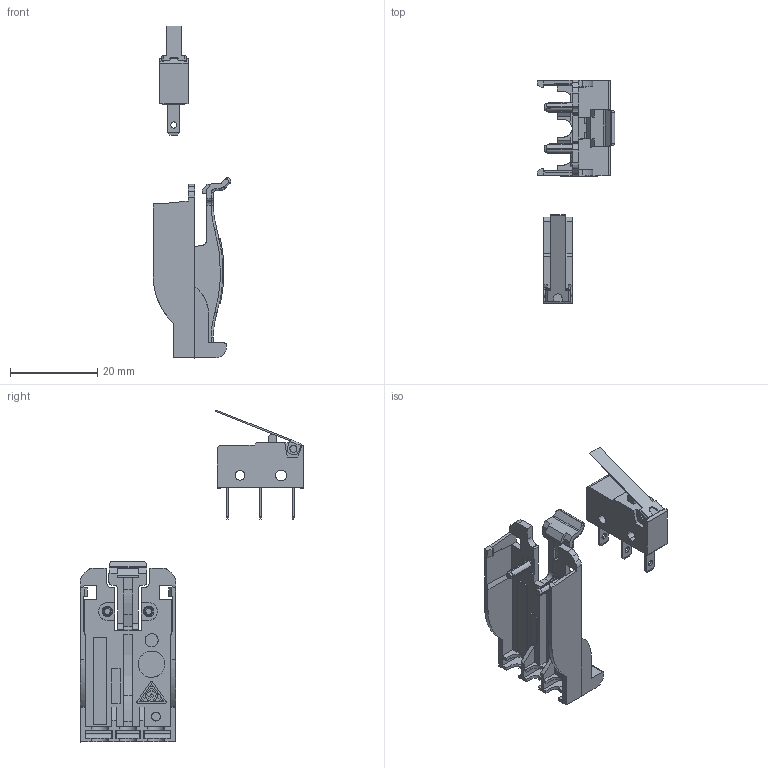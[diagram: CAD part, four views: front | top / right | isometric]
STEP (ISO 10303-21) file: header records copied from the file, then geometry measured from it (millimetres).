
FILE_DESCRIPTION(('CATIA V5 STEP Exchange','CAx-IF Rec.Pracs.--- Model Styling and Organization---1.2---2011-12-15'),'2;1');
FILE_NAME('33642004A____Meldeschalter_mit_Halter_Gr_00-3_Ausf_ABB.stp','2016-05-09T08:14:59+00:00',('none'),('none'),'Version 5-6 Release 2012','CATIA V5 STEP AP214','none');
FILE_SCHEMA(('AUTOMOTIVE_DESIGN { 1 0 10303 214 1 1 1 1 }'));
Length unit declared in the file: millimetre
Products named in the file (4): 33642004A; 83082000; 83104000; 77357000C
Assembly tree (3 placements, depth 2):
  33642004A
    83082000
    83104000
    77357000C
Bounding box: 17.8 x 51.22 x 76.03 mm (x, y, z)
Volume: 3916.3 mm3; surface area: 5889.5 mm2
Topology: 3 solids, 3 shells, 471 faces, 1266 edges, 820 vertices
Faces by surface type: plane 298, cylinder 113, cone 28, torus 16, bspline 16
Entity records: 16551 total; most frequent: CARTESIAN_POINT 4973, ORIENTED_EDGE 2532, DIRECTION 1924, EDGE_CURVE 1266, VECTOR 860, LINE 860, VERTEX_POINT 820, AXIS2_PLACEMENT_3D 634
